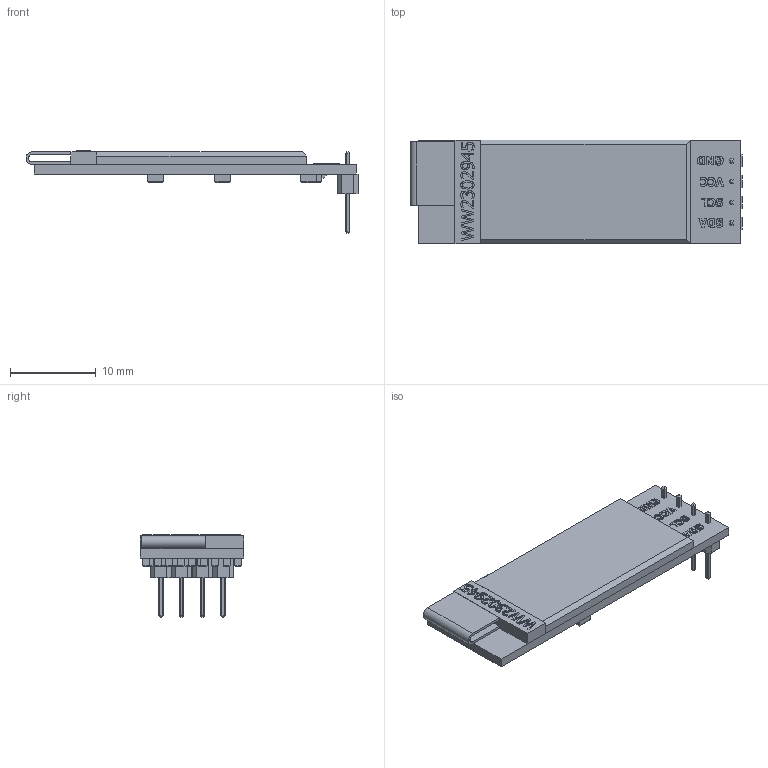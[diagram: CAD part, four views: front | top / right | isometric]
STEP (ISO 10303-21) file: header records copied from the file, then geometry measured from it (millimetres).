
FILE_DESCRIPTION(/* description */ (''),/* implementation_level */ '2;1');
FILE_NAME(/* name */ 'Part1.stp',/* time_stamp */ '2025-05-31T21:42:28-06:00',/* author */ ('Zide'),/* organization */ (''),/* preprocessor_version */ 'ST-DEVELOPER v17',/* originating_system */ 'Autodesk Inventor 2019',/* authorisation */ '');
FILE_SCHEMA (('AUTOMOTIVE_DESIGN { 1 0 10303 214 3 1 1 }'));
Products named in the file (1): Part1
Bounding box: 38.75 x 12.1 x 9.6 mm (x, y, z)
Volume: 1100.4 mm3; surface area: 2444.2 mm2
Topology: 109 solids, 109 shells, 1845 faces, 4757 edges, 3148 vertices
Faces by surface type: plane 1222, bspline 621, cylinder 2
Entity records: 60286 total; most frequent: CARTESIAN_POINT 17824, ORIENTED_EDGE 9514, DIRECTION 5969, EDGE_CURVE 4757, LINE 3511, VECTOR 3511, VERTEX_POINT 3148, EDGE_LOOP 1921
